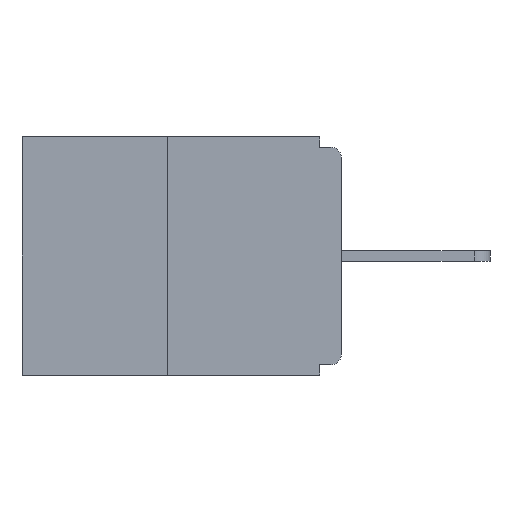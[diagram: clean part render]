
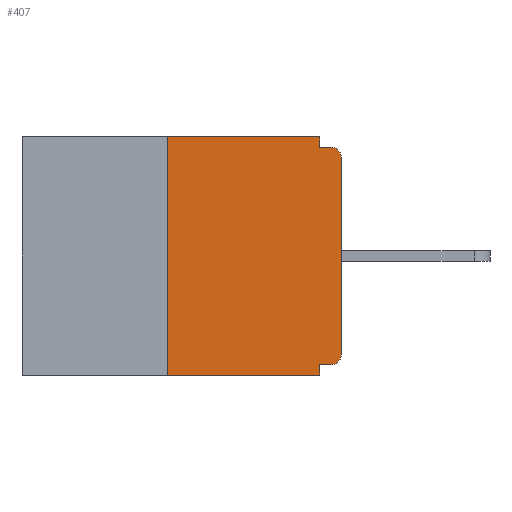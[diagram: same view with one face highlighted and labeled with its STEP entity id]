
A CAD part, left-side view. The second image highlights one B-rep face of the part: STEP entity #407.
In plain terms, the highlighted planar face has unit normal (-1, 0, 0).
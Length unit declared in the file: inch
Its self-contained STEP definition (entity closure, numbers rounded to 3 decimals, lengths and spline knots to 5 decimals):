
#31 = VECTOR ( 'NONE', #9423, 39.37008 ) ;
#236 = DIRECTION ( 'NONE',  ( 0., 0., 1. ) ) ;
#407 = ADVANCED_FACE ( 'NONE', ( #6448 ), #3113, .F. ) ;
#434 = AXIS2_PLACEMENT_3D ( 'NONE', #7040, #6685, #8597 ) ;
#639 = DIRECTION ( 'NONE',  ( 1., 0., 0. ) ) ;
#818 = CARTESIAN_POINT ( 'NONE',  ( 0., 0.031, -0.343 ) ) ;
#819 = CARTESIAN_POINT ( 'NONE',  ( 0., 0.031, 0. ) ) ;
#1011 = AXIS2_PLACEMENT_3D ( 'NONE', #4791, #639, #10333 ) ;
#1132 = LINE ( 'NONE', #2749, #7332 ) ;
#1194 = CARTESIAN_POINT ( 'NONE',  ( 0., 0.25, -0.343 ) ) ;
#1787 = EDGE_CURVE ( 'NONE', #9512, #5150, #8970, .T. ) ;
#1904 = DIRECTION ( 'NONE',  ( 0., 0., -1. ) ) ;
#1971 = LINE ( 'NONE', #4453, #8525 ) ;
#2422 = EDGE_CURVE ( 'NONE', #9785, #4869, #9534, .T. ) ;
#2486 = CARTESIAN_POINT ( 'NONE',  ( 0., 0.015, -0.03 ) ) ;
#2535 = VECTOR ( 'NONE', #7823, 39.37008 ) ;
#2540 = LINE ( 'NONE', #10025, #31 ) ;
#2594 = VECTOR ( 'NONE', #5873, 39.37008 ) ;
#2668 = CARTESIAN_POINT ( 'NONE',  ( 0., 0., -0.313 ) ) ;
#2749 = CARTESIAN_POINT ( 'NONE',  ( 0., 0., 0. ) ) ;
#2896 = EDGE_CURVE ( 'NONE', #3249, #4869, #8733, .T. ) ;
#3113 = PLANE ( 'NONE',  #1011 ) ;
#3134 = EDGE_CURVE ( 'NONE', #10374, #8770, #7985, .T. ) ;
#3135 = CARTESIAN_POINT ( 'NONE',  ( 0., 0.015, -0.015 ) ) ;
#3249 = VERTEX_POINT ( 'NONE', #6382 ) ;
#3456 = CARTESIAN_POINT ( 'NONE',  ( 0., 0., -0.015 ) ) ;
#3935 = EDGE_CURVE ( 'NONE', #8770, #8804, #1132, .T. ) ;
#3947 = CARTESIAN_POINT ( 'NONE',  ( 0., 0.46, -0.343 ) ) ;
#4118 = VECTOR ( 'NONE', #236, 39.37008 ) ;
#4185 = CARTESIAN_POINT ( 'NONE',  ( 0., 0.25, 0. ) ) ;
#4204 = VECTOR ( 'NONE', #10445, 39.37008 ) ;
#4314 = LINE ( 'NONE', #3456, #2594 ) ;
#4453 = CARTESIAN_POINT ( 'NONE',  ( 0., 0.46, 0. ) ) ;
#4606 = DIRECTION ( 'NONE',  ( 0., 0., 1. ) ) ;
#4703 = EDGE_CURVE ( 'NONE', #9785, #9921, #6056, .T. ) ;
#4791 = CARTESIAN_POINT ( 'NONE',  ( 0., 0.46, 0. ) ) ;
#4869 = VERTEX_POINT ( 'NONE', #818 ) ;
#4946 = CARTESIAN_POINT ( 'NONE',  ( 0., 0.031, 0. ) ) ;
#5053 = EDGE_CURVE ( 'NONE', #8804, #6595, #9950, .T. ) ;
#5107 = DIRECTION ( 'NONE',  ( 0., 0., -1. ) ) ;
#5150 = VERTEX_POINT ( 'NONE', #5344 ) ;
#5169 = ORIENTED_EDGE ( 'NONE', *, *, #1787, .F. ) ;
#5344 = CARTESIAN_POINT ( 'NONE',  ( 0., 0.031, -0.015 ) ) ;
#5620 = AXIS2_PLACEMENT_3D ( 'NONE', #2486, #8458, #1904 ) ;
#5873 = DIRECTION ( 'NONE',  ( 0., -1., 0. ) ) ;
#6056 = LINE ( 'NONE', #10037, #4118 ) ;
#6378 = EDGE_CURVE ( 'NONE', #10374, #3249, #2540, .T. ) ;
#6382 = CARTESIAN_POINT ( 'NONE',  ( 0., 0.031, -0.328 ) ) ;
#6448 = FACE_OUTER_BOUND ( 'NONE', #7458, .T. ) ;
#6595 = VERTEX_POINT ( 'NONE', #3135 ) ;
#6609 = CARTESIAN_POINT ( 'NONE',  ( 0., 0.015, -0.328 ) ) ;
#6614 = ORIENTED_EDGE ( 'NONE', *, *, #10608, .F. ) ;
#6675 = EDGE_CURVE ( 'NONE', #5150, #6595, #4314, .T. ) ;
#6685 = DIRECTION ( 'NONE',  ( -1., 0., 0. ) ) ;
#7040 = CARTESIAN_POINT ( 'NONE',  ( 0., 0.015, -0.313 ) ) ;
#7332 = VECTOR ( 'NONE', #4606, 39.37008 ) ;
#7426 = ORIENTED_EDGE ( 'NONE', *, *, #6675, .F. ) ;
#7458 = EDGE_LOOP ( 'NONE', ( #6614, #8856, #9576, #10515, #9416, #8180, #8754, #9740, #7426, #5169 ) ) ;
#7726 = DIRECTION ( 'NONE',  ( 0., -1., 0. ) ) ;
#7823 = DIRECTION ( 'NONE',  ( 0., -1., 0. ) ) ;
#7920 = CARTESIAN_POINT ( 'NONE',  ( 0., 0.031, -0.343 ) ) ;
#7985 = CIRCLE ( 'NONE', #434, 0.015 ) ;
#8180 = ORIENTED_EDGE ( 'NONE', *, *, #3134, .T. ) ;
#8458 = DIRECTION ( 'NONE',  ( -1., 0., 0. ) ) ;
#8525 = VECTOR ( 'NONE', #7726, 39.37008 ) ;
#8597 = DIRECTION ( 'NONE',  ( 0., 0., -1. ) ) ;
#8733 = LINE ( 'NONE', #7920, #4204 ) ;
#8754 = ORIENTED_EDGE ( 'NONE', *, *, #3935, .T. ) ;
#8770 = VERTEX_POINT ( 'NONE', #2668 ) ;
#8804 = VERTEX_POINT ( 'NONE', #9338 ) ;
#8856 = ORIENTED_EDGE ( 'NONE', *, *, #4703, .F. ) ;
#8970 = LINE ( 'NONE', #4946, #10124 ) ;
#9338 = CARTESIAN_POINT ( 'NONE',  ( 0., 0., -0.03 ) ) ;
#9416 = ORIENTED_EDGE ( 'NONE', *, *, #6378, .F. ) ;
#9423 = DIRECTION ( 'NONE',  ( 0., 1., 0. ) ) ;
#9512 = VERTEX_POINT ( 'NONE', #819 ) ;
#9534 = LINE ( 'NONE', #3947, #2535 ) ;
#9576 = ORIENTED_EDGE ( 'NONE', *, *, #2422, .T. ) ;
#9740 = ORIENTED_EDGE ( 'NONE', *, *, #5053, .T. ) ;
#9785 = VERTEX_POINT ( 'NONE', #1194 ) ;
#9921 = VERTEX_POINT ( 'NONE', #4185 ) ;
#9950 = CIRCLE ( 'NONE', #5620, 0.015 ) ;
#10025 = CARTESIAN_POINT ( 'NONE',  ( 0., 0., -0.328 ) ) ;
#10037 = CARTESIAN_POINT ( 'NONE',  ( 0., 0.25, 0. ) ) ;
#10124 = VECTOR ( 'NONE', #5107, 39.37008 ) ;
#10333 = DIRECTION ( 'NONE',  ( 0., 0., -1. ) ) ;
#10374 = VERTEX_POINT ( 'NONE', #6609 ) ;
#10445 = DIRECTION ( 'NONE',  ( 0., 0., -1. ) ) ;
#10515 = ORIENTED_EDGE ( 'NONE', *, *, #2896, .F. ) ;
#10608 = EDGE_CURVE ( 'NONE', #9921, #9512, #1971, .T. ) ;
